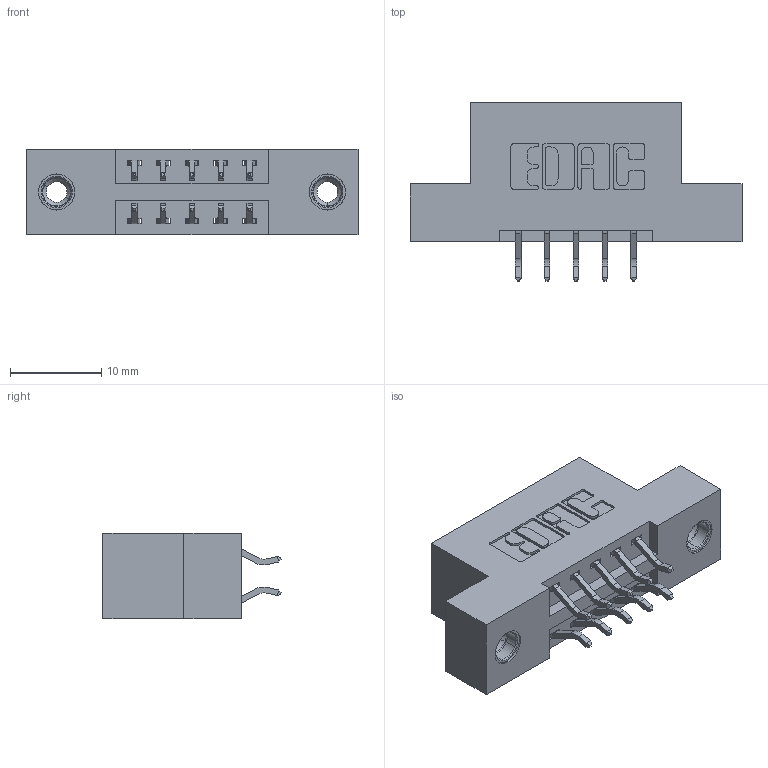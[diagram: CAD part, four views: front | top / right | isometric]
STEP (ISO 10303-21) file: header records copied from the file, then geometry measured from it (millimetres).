
FILE_DESCRIPTION (( 'STEP AP203' ), '1' );
FILE_NAME ('396-010-556-208.STEP', '2018-08-31T03:33:56', ( '' ), ( '' ), 'SwSTEP 2.0', 'SolidWorks 2016', '' );
FILE_SCHEMA (( 'CONFIG_CONTROL_DESIGN' ));
Length unit declared in the file: inch
Products named in the file (4): 346 Part_Flush Mounting Lugs - 0.156 Dia-TI; 345-292-001_556 Tail; 345-250-001_345-250-003-102; 396-010-556-208
Assembly tree (13 placements, depth 2):
  396-010-556-208
    346 Part_Flush Mounting Lugs - 0.156 Dia-TI
    345-292-001_556 Tail  x10
    345-250-001_345-250-003-102  x2
Bounding box: 36.45 x 19.57 x 9.4 mm (x, y, z)
Volume: 3259.9 mm3; surface area: 3910.2 mm2
Topology: 13 solids, 13 shells, 762 faces, 2195 edges, 1442 vertices
Faces by surface type: plane 498, cylinder 248, cone 12, torus 4
Entity records: 9650 total; most frequent: CARTESIAN_POINT 1639, ORIENTED_EDGE 1554, DIRECTION 1511, EDGE_CURVE 777, LINE 597, VECTOR 597, VERTEX_POINT 512, AXIS2_PLACEMENT_3D 457
